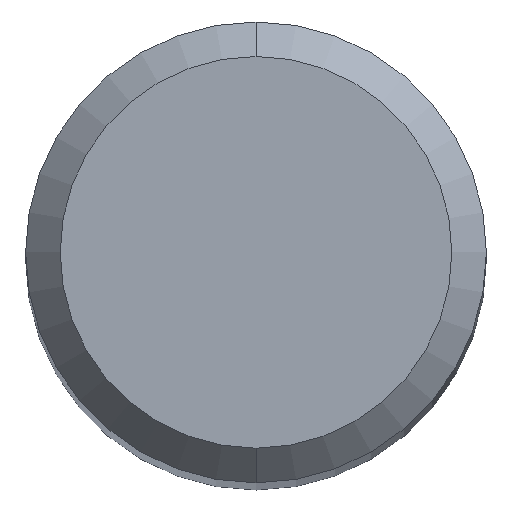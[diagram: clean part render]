
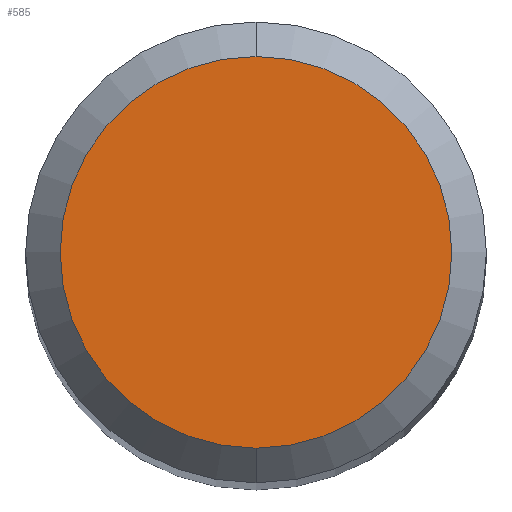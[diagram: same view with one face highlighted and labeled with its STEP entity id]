
A CAD part, top view. The second image highlights one B-rep face of the part: STEP entity #585.
In plain terms, the highlighted planar face has unit normal (0, 0, 1).
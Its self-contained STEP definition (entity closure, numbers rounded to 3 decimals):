
#481=EDGE_CURVE('',#505,#1315,#1357,.T.);
#505=VERTEX_POINT('',#1383);
#585=ADVANCED_FACE('',(#1468),#1469,.T.);
#1015=EDGE_CURVE('',#1315,#505,#1942,.T.);
#1315=VERTEX_POINT('',#2266);
#1357=CIRCLE('',#2340,1.7);
#1383=CARTESIAN_POINT('',(0.,-1.7,0.0));
#1468=FACE_OUTER_BOUND('',#2851,.T.);
#1469=PLANE('',#2852);
#1942=CIRCLE('',#5751,1.7);
#2266=CARTESIAN_POINT('',(0.0,1.7,0.0));
#2340=AXIS2_PLACEMENT_3D('',#6602,#6603,#6604);
#2851=EDGE_LOOP('',(#6706,#6707));
#2852=AXIS2_PLACEMENT_3D('',#6708,#6709,#6710);
#5751=AXIS2_PLACEMENT_3D('',#7210,#7211,#7212);
#6602=CARTESIAN_POINT('',(0.0,0.0,0.0));
#6603=DIRECTION('',(0.0,0.0,-1.0));
#6604=DIRECTION('',(0.0,1.0,0.0));
#6706=ORIENTED_EDGE('',*,*,#1015,.F.);
#6707=ORIENTED_EDGE('',*,*,#481,.F.);
#6708=CARTESIAN_POINT('',(0.0,0.85,0.0));
#6709=DIRECTION('',(-0.0,0.0,1.0));
#6710=DIRECTION('',(0.0,-1.0,0.0));
#7210=CARTESIAN_POINT('',(0.0,0.0,0.0));
#7211=DIRECTION('',(0.0,0.0,-1.0));
#7212=DIRECTION('',(0.0,1.0,0.0));
